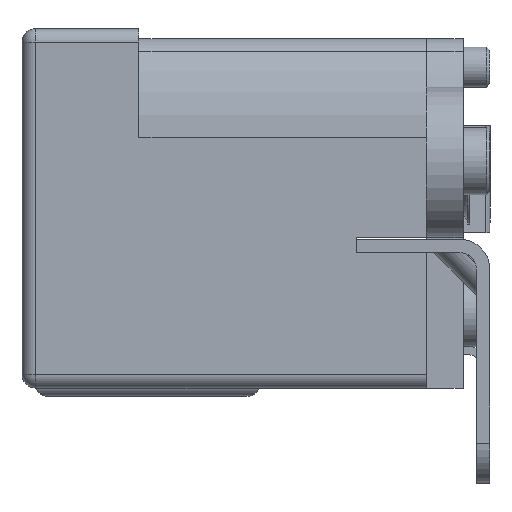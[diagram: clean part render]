
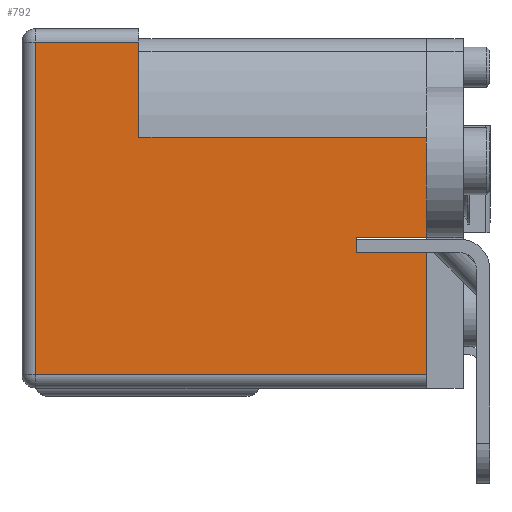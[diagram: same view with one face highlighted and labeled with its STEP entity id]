
A CAD part, left-side view. The second image highlights one B-rep face of the part: STEP entity #792.
In plain terms, the highlighted planar face has unit normal (-1, 0, 0).
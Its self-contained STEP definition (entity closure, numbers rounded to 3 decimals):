
#792 = ADVANCED_FACE( '', ( #1555 ), #1556, .F. );
#1555 = FACE_OUTER_BOUND( '', #2508, .T. );
#1556 = PLANE( '', #2509 );
#2508 = EDGE_LOOP( '', ( #4449, #4450, #4451, #4452, #4453, #4454, #4455, #4456, #4457, #4458 ) );
#2509 = AXIS2_PLACEMENT_3D( '', #4459, #4460, #4461 );
#4449 = ORIENTED_EDGE( '', *, *, #5175, .T. );
#4450 = ORIENTED_EDGE( '', *, *, #5188, .T. );
#4451 = ORIENTED_EDGE( '', *, *, #5169, .F. );
#4452 = ORIENTED_EDGE( '', *, *, #4991, .F. );
#4453 = ORIENTED_EDGE( '', *, *, #4790, .F. );
#4454 = ORIENTED_EDGE( '', *, *, #5303, .T. );
#4455 = ORIENTED_EDGE( '', *, *, #4957, .F. );
#4456 = ORIENTED_EDGE( '', *, *, #5255, .F. );
#4457 = ORIENTED_EDGE( '', *, *, #5350, .T. );
#4458 = ORIENTED_EDGE( '', *, *, #5016, .T. );
#4459 = CARTESIAN_POINT( '', ( -4.5, -6.05, 5.375 ) );
#4460 = DIRECTION( '', ( 1., 0., 0. ) );
#4461 = DIRECTION( '', ( 0., 0., -1. ) );
#4790 = EDGE_CURVE( '', #5742, #5744, #5745, .T. );
#4957 = EDGE_CURVE( '', #6008, #5997, #6010, .T. );
#4991 = EDGE_CURVE( '', #5744, #6064, #6065, .T. );
#5016 = EDGE_CURVE( '', #6099, #5847, #6101, .T. );
#5169 = EDGE_CURVE( '', #6064, #6309, #6310, .T. );
#5175 = EDGE_CURVE( '', #5847, #6315, #6317, .T. );
#5188 = EDGE_CURVE( '', #6315, #6309, #6334, .F. );
#5255 = EDGE_CURVE( '', #6411, #6008, #6413, .T. );
#5303 = EDGE_CURVE( '', #5742, #5997, #6466, .T. );
#5350 = EDGE_CURVE( '', #6411, #6099, #6516, .T. );
#5742 = VERTEX_POINT( '', #7048 );
#5744 = VERTEX_POINT( '', #7051 );
#5745 = LINE( '', #7052, #7053 );
#5847 = VERTEX_POINT( '', #7192 );
#5997 = VERTEX_POINT( '', #7387 );
#6008 = VERTEX_POINT( '', #7401 );
#6010 = LINE( '', #7404, #7405 );
#6064 = VERTEX_POINT( '', #7481 );
#6065 = LINE( '', #7482, #7483 );
#6099 = VERTEX_POINT( '', #7531 );
#6101 = LINE( '', #7533, #7534 );
#6309 = VERTEX_POINT( '', #7818 );
#6310 = LINE( '', #7819, #7820 );
#6315 = VERTEX_POINT( '', #7825 );
#6317 = LINE( '', #7827, #7828 );
#6334 = LINE( '', #7850, #7851 );
#6411 = VERTEX_POINT( '', #7952 );
#6413 = LINE( '', #7955, #7956 );
#6466 = LINE( '', #8016, #8017 );
#6516 = LINE( '', #8081, #8082 );
#7048 = CARTESIAN_POINT( '', ( -4.5, -3.95, -0.875 ) );
#7051 = CARTESIAN_POINT( '', ( -4.5, -3.95, -1.325 ) );
#7052 = CARTESIAN_POINT( '', ( -4.5, -3.95, -0.875 ) );
#7053 = VECTOR( '', #8361, 1000. );
#7192 = CARTESIAN_POINT( '', ( -4.5, 5.65, 4.975 ) );
#7387 = CARTESIAN_POINT( '', ( -4.5, -6.05, -0.875 ) );
#7401 = CARTESIAN_POINT( '', ( -4.5, -6.05, 2.125 ) );
#7404 = CARTESIAN_POINT( '', ( -4.5, -6.05, 5.375 ) );
#7405 = VECTOR( '', #8583, 1000. );
#7481 = CARTESIAN_POINT( '', ( -4.5, -6.05, -1.325 ) );
#7482 = CARTESIAN_POINT( '', ( -4.5, -3.95, -1.325 ) );
#7483 = VECTOR( '', #8618, 1000. );
#7531 = CARTESIAN_POINT( '', ( -4.5, 2.55, 4.975 ) );
#7533 = CARTESIAN_POINT( '', ( -4.5, -6.05, 4.975 ) );
#7534 = VECTOR( '', #8648, 1000. );
#7818 = CARTESIAN_POINT( '', ( -4.5, -6.05, -4.975 ) );
#7819 = CARTESIAN_POINT( '', ( -4.5, -6.05, 5.375 ) );
#7820 = VECTOR( '', #8833, 1000. );
#7825 = CARTESIAN_POINT( '', ( -4.5, 5.65, -4.975 ) );
#7827 = CARTESIAN_POINT( '', ( -4.5, 5.65, 5.375 ) );
#7828 = VECTOR( '', #8843, 1000. );
#7850 = CARTESIAN_POINT( '', ( -4.5, -6.05, -4.975 ) );
#7851 = VECTOR( '', #8858, 1000. );
#7952 = CARTESIAN_POINT( '', ( -4.5, 2.55, 2.125 ) );
#7955 = CARTESIAN_POINT( '', ( -4.5, 2.55, 2.125 ) );
#7956 = VECTOR( '', #8920, 1000. );
#8016 = CARTESIAN_POINT( '', ( -4.5, -3.95, -0.875 ) );
#8017 = VECTOR( '', #8964, 1000. );
#8081 = CARTESIAN_POINT( '', ( -4.5, 2.55, 5.725 ) );
#8082 = VECTOR( '', #8991, 1000. );
#8361 = DIRECTION( '', ( 0., 0., -1. ) );
#8583 = DIRECTION( '', ( 0., 0., -1. ) );
#8618 = DIRECTION( '', ( 0., -1., 0. ) );
#8648 = DIRECTION( '', ( 0., 1., 0. ) );
#8833 = DIRECTION( '', ( 0., 0., -1. ) );
#8843 = DIRECTION( '', ( 0., 0., -1. ) );
#8858 = DIRECTION( '', ( 0., 1., 0. ) );
#8920 = DIRECTION( '', ( 0., -1., 0. ) );
#8964 = DIRECTION( '', ( 0., -1., 0. ) );
#8991 = DIRECTION( '', ( 0., 0., 1. ) );
